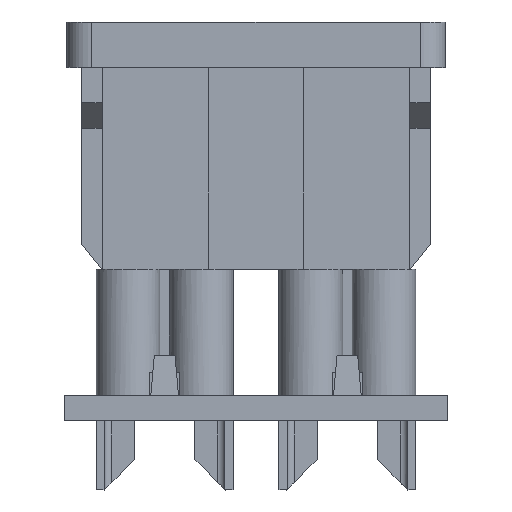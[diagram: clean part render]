
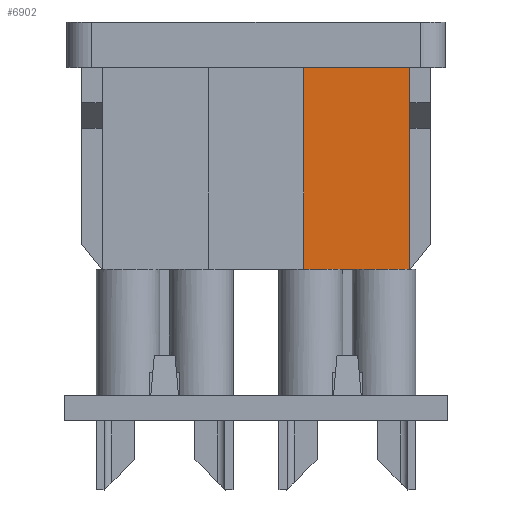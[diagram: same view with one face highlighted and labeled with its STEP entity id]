
A CAD part, top view. The second image highlights one B-rep face of the part: STEP entity #6902.
In plain terms, the highlighted face is planar.
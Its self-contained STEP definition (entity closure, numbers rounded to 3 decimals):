
#157 = CARTESIAN_POINT ( 'NONE',  ( 17.272, 1.715, 0. ) ) ;
#208 = DIRECTION ( 'NONE',  ( -1., 0., 0. ) ) ;
#212 = CARTESIAN_POINT ( 'NONE',  ( 17.272, 1.715, 0. ) ) ;
#550 = LINE ( 'NONE', #5629, #1177 ) ;
#739 = DIRECTION ( 'NONE',  ( 0., 0., 1. ) ) ;
#1177 = VECTOR ( 'NONE', #739, 1000. ) ;
#1453 = LINE ( 'NONE', #2487, #6186 ) ;
#1557 = VERTEX_POINT ( 'NONE', #157 ) ;
#1849 = DIRECTION ( 'NONE',  ( 0., 0., 1. ) ) ;
#1989 = ORIENTED_EDGE ( 'NONE', *, *, #4362, .T. ) ;
#2343 = CARTESIAN_POINT ( 'NONE',  ( 11.938, 1.715, 0. ) ) ;
#2381 = AXIS2_PLACEMENT_3D ( 'NONE', #8861, #7209, #8053 ) ;
#2487 = CARTESIAN_POINT ( 'NONE',  ( 17.272, 1.715, -10.16 ) ) ;
#3355 = CARTESIAN_POINT ( 'NONE',  ( 17.272, 1.715, -10.16 ) ) ;
#3393 = CARTESIAN_POINT ( 'NONE',  ( 17.272, 1.715, -10.16 ) ) ;
#3694 = LINE ( 'NONE', #212, #8192 ) ;
#3892 = PLANE ( 'NONE',  #2381 ) ;
#3926 = ORIENTED_EDGE ( 'NONE', *, *, #6468, .T. ) ;
#4343 = VECTOR ( 'NONE', #5007, 1000. ) ;
#4362 = EDGE_CURVE ( 'NONE', #6573, #10529, #6513, .T. ) ;
#4471 = CARTESIAN_POINT ( 'NONE',  ( 17.272, 1.715, -10.16 ) ) ;
#4565 = ORIENTED_EDGE ( 'NONE', *, *, #7077, .F. ) ;
#4793 = VECTOR ( 'NONE', #1849, 1000. ) ;
#5007 = DIRECTION ( 'NONE',  ( 0., 0., 1. ) ) ;
#5172 = LINE ( 'NONE', #3393, #4793 ) ;
#5201 = VERTEX_POINT ( 'NONE', #2343 ) ;
#5338 = VERTEX_POINT ( 'NONE', #9182 ) ;
#5629 = CARTESIAN_POINT ( 'NONE',  ( 11.938, 1.715, -10.16 ) ) ;
#6117 = DIRECTION ( 'NONE',  ( -1., 0., 0. ) ) ;
#6186 = VECTOR ( 'NONE', #208, 1000. ) ;
#6468 = EDGE_CURVE ( 'NONE', #10529, #1557, #5172, .T. ) ;
#6513 = LINE ( 'NONE', #3355, #4343 ) ;
#6573 = VERTEX_POINT ( 'NONE', #4471 ) ;
#6699 = ORIENTED_EDGE ( 'NONE', *, *, #7515, .F. ) ;
#6713 = CARTESIAN_POINT ( 'NONE',  ( 17.272, 1.715, -2.759 ) ) ;
#6902 = ADVANCED_FACE ( 'NONE', ( #7214 ), #3892, .F. ) ;
#7077 = EDGE_CURVE ( 'NONE', #6573, #5338, #1453, .T. ) ;
#7209 = DIRECTION ( 'NONE',  ( 0., 1., 0. ) ) ;
#7214 = FACE_OUTER_BOUND ( 'NONE', #10607, .T. ) ;
#7515 = EDGE_CURVE ( 'NONE', #5338, #5201, #550, .T. ) ;
#8053 = DIRECTION ( 'NONE',  ( 1., 0., 0. ) ) ;
#8192 = VECTOR ( 'NONE', #6117, 1000. ) ;
#8861 = CARTESIAN_POINT ( 'NONE',  ( 17.272, 1.715, -10.16 ) ) ;
#9182 = CARTESIAN_POINT ( 'NONE',  ( 11.938, 1.715, -10.16 ) ) ;
#9559 = ORIENTED_EDGE ( 'NONE', *, *, #10153, .T. ) ;
#10153 = EDGE_CURVE ( 'NONE', #1557, #5201, #3694, .T. ) ;
#10529 = VERTEX_POINT ( 'NONE', #6713 ) ;
#10607 = EDGE_LOOP ( 'NONE', ( #9559, #6699, #4565, #1989, #3926 ) ) ;
